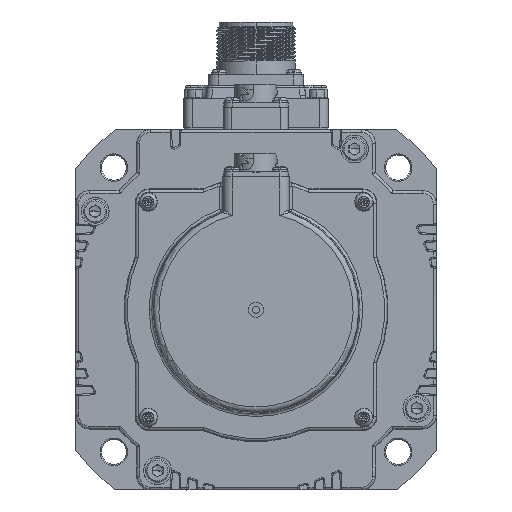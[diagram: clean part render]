
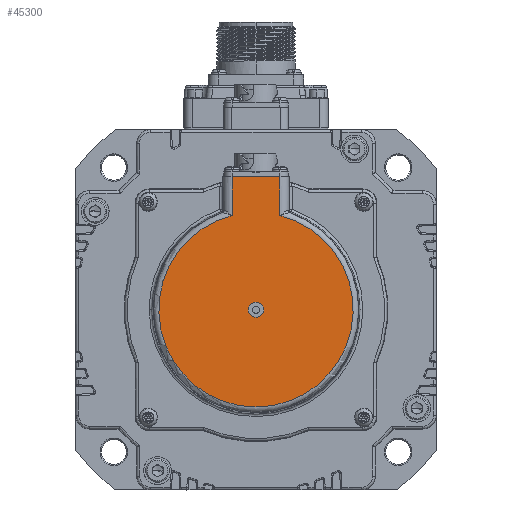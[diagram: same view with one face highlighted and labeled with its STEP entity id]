
A CAD part, front view. The second image highlights one B-rep face of the part: STEP entity #45300.
In plain terms, the highlighted planar face has unit normal (0, -1, 0).
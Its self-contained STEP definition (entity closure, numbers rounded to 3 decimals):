
#42926=CARTESIAN_POINT('',(-8.617,-47.4,-17.));
#42927=VERTEX_POINT('',#42926);
#42935=CARTESIAN_POINT('',(8.617,-47.4,-17.));
#42936=VERTEX_POINT('',#42935);
#42937=CARTESIAN_POINT('',(-8.617,-47.4,-17.));
#42938=DIRECTION('',(1.,0.,0.));
#42939=VECTOR('',#42938,17.234);
#42940=LINE('',#42937,#42939);
#42941=EDGE_CURVE('',#42927,#42936,#42940,.T.);
#45231=CARTESIAN_POINT('',(-8.617,-47.4,-31.02));
#45232=VERTEX_POINT('',#45231);
#45254=CARTESIAN_POINT('',(-8.617,-47.4,-31.02));
#45255=DIRECTION('',(0.,0.,1.));
#45256=VECTOR('',#45255,14.02);
#45257=LINE('',#45254,#45256);
#45258=EDGE_CURVE('',#45232,#42927,#45257,.T.);
#45265=CARTESIAN_POINT('',(0.,-47.4,-58.528));
#45266=DIRECTION('',(0.,0.,-1.));
#45267=DIRECTION('',(0.,-1.,0.));
#45268=AXIS2_PLACEMENT_3D('',#45265,#45267,#45266);
#45269=PLANE('',#45268);
#45270=CARTESIAN_POINT('',(8.617,-47.4,-31.02));
#45271=VERTEX_POINT('',#45270);
#45272=CARTESIAN_POINT('',(0.,-47.4,-65.));
#45273=DIRECTION('',(-0.246,0.,0.969));
#45274=DIRECTION('',(0.,-1.,0.));
#45275=AXIS2_PLACEMENT_3D('',#45272,#45274,#45273);
#45276=CIRCLE('',#45275,35.056);
#45277=EDGE_CURVE('',#45232,#45271,#45276,.T.);
#45278=ORIENTED_EDGE('',*,*,#45277,.T.);
#45279=CARTESIAN_POINT('',(8.617,-47.4,-17.));
#45280=DIRECTION('',(0.,0.,-1.));
#45281=VECTOR('',#45280,14.02);
#45282=LINE('',#45279,#45281);
#45283=EDGE_CURVE('',#42936,#45271,#45282,.T.);
#45284=ORIENTED_EDGE('',*,*,#45283,.F.);
#45285=ORIENTED_EDGE('',*,*,#42941,.F.);
#45286=ORIENTED_EDGE('',*,*,#45258,.F.);
#45287=EDGE_LOOP('',(#45278,#45284,#45285,#45286));
#45288=FACE_OUTER_BOUND('',#45287,.T.);
#45289=CARTESIAN_POINT('',(0.,-47.4,-67.75));
#45290=VERTEX_POINT('',#45289);
#45291=CARTESIAN_POINT('',(0.,-47.4,-65.));
#45292=DIRECTION('',(0.,0.,-1.));
#45293=DIRECTION('',(0.,-1.,0.));
#45294=AXIS2_PLACEMENT_3D('',#45291,#45293,#45292);
#45295=CIRCLE('',#45294,2.75);
#45296=EDGE_CURVE('',#45290,#45290,#45295,.T.);
#45297=ORIENTED_EDGE('',*,*,#45296,.F.);
#45298=EDGE_LOOP('',(#45297));
#45299=FACE_BOUND('',#45298,.T.);
#45300=ADVANCED_FACE('',(#45288,#45299),#45269,.T.);
